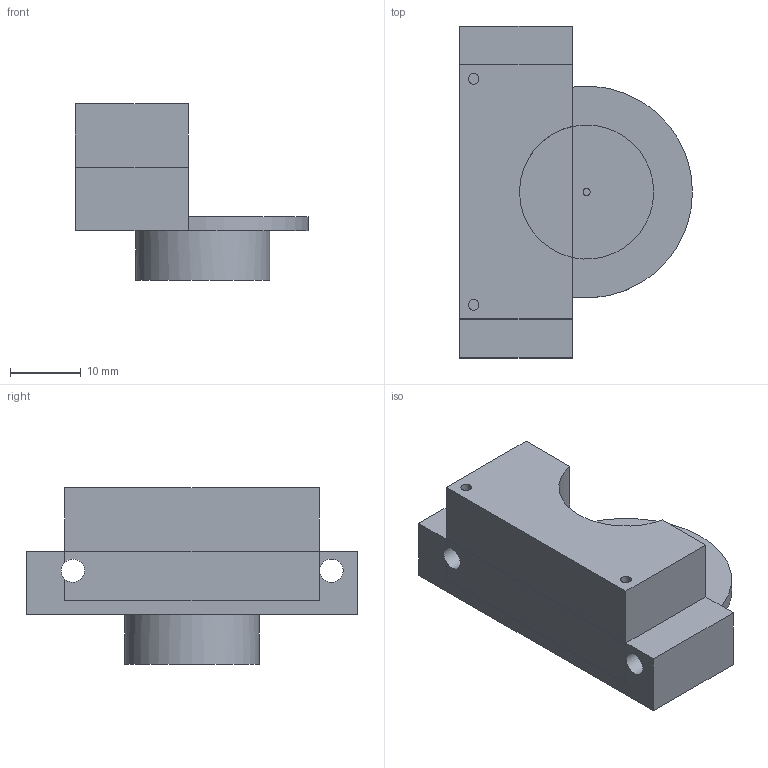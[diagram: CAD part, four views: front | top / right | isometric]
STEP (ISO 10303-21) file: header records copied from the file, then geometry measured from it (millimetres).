
FILE_DESCRIPTION(('FreeCAD Model'),'2;1');
FILE_NAME('Open CASCADE Shape Model','2023-08-04T16:03:14',('Author'),( ''),'Open CASCADE STEP processor 7.6','FreeCAD','Unknown');
FILE_SCHEMA(('AUTOMOTIVE_DESIGN { 1 0 10303 214 1 1 1 1 }'));
Length unit declared in the file: millimetre
Products named in the file (1): Cut005 (Solid)
Bounding box: 33 x 47 x 25 mm (x, y, z)
Volume: 12787.4 mm3; surface area: 5381.3 mm2
Topology: 1 solids, 1 shells, 35 faces, 83 edges, 51 vertices
Faces by surface type: plane 26, cylinder 9
Full cylindrical faces by diameter (mm): 1 x1, 1.5 x2, 3.3 x2, 19 x1
Entity records: 2129 total; most frequent: CARTESIAN_POINT 424, DIRECTION 320, LINE 176, VECTOR 176, ORIENTED_EDGE 166, PCURVE 166, DEFINITIONAL_REPRESENTATION 166, EDGE_CURVE 83
